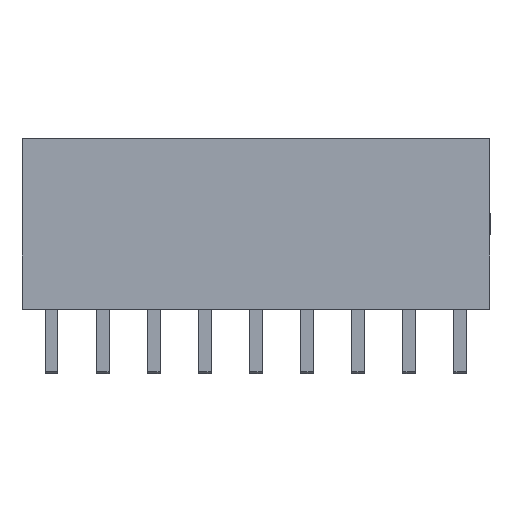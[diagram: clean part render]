
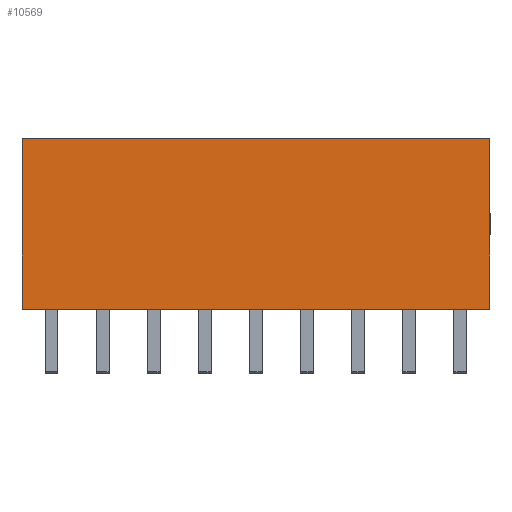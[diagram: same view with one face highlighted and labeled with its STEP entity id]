
A CAD part, front view. The second image highlights one B-rep face of the part: STEP entity #10569.
In plain terms, the highlighted planar face has unit normal (0, -1, 0).
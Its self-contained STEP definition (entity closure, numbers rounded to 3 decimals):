
#558=FACE_OUTER_BOUND('',#1194,.T.);
#1194=EDGE_LOOP('',(#7498,#7499,#7500,#7501));
#1657=LINE('',#13984,#2911);
#1999=LINE('',#15199,#3253);
#2163=LINE('',#15533,#3417);
#2164=LINE('',#15535,#3418);
#2911=VECTOR('',#11613,1.);
#3253=VECTOR('',#12147,1.);
#3417=VECTOR('',#12443,1.);
#3418=VECTOR('',#12446,1.);
#4165=VERTEX_POINT('',#13981);
#4166=VERTEX_POINT('',#13983);
#4539=VERTEX_POINT('',#15197);
#4643=VERTEX_POINT('',#15531);
#5129=EDGE_CURVE('',#4165,#4166,#1657,.T.);
#5561=EDGE_CURVE('',#4539,#4165,#1999,.T.);
#5725=EDGE_CURVE('',#4539,#4643,#2163,.T.);
#5726=EDGE_CURVE('',#4643,#4166,#2164,.T.);
#7498=ORIENTED_EDGE('',*,*,#5726,.T.);
#7499=ORIENTED_EDGE('',*,*,#5129,.F.);
#7500=ORIENTED_EDGE('',*,*,#5561,.F.);
#7501=ORIENTED_EDGE('',*,*,#5725,.T.);
#9702=PLANE('',#11209);
#10569=ADVANCED_FACE('',(#558),#9702,.F.);
#11209=AXIS2_PLACEMENT_3D('',#15534,#12444,#12445);
#11613=DIRECTION('',(0.,0.,-1.));
#12147=DIRECTION('',(1.,0.,0.));
#12443=DIRECTION('',(0.,0.,-1.));
#12444=DIRECTION('center_axis',(0.,1.,0.));
#12445=DIRECTION('ref_axis',(0.,0.,1.));
#12446=DIRECTION('',(1.,0.,0.));
#13981=CARTESIAN_POINT('',(11.63,-2.5,8.5));
#13983=CARTESIAN_POINT('',(11.63,-2.5,0.));
#13984=CARTESIAN_POINT('',(11.63,-2.5,8.5));
#15197=CARTESIAN_POINT('',(-11.63,-2.5,8.5));
#15199=CARTESIAN_POINT('',(-11.63,-2.5,8.5));
#15531=CARTESIAN_POINT('',(-11.63,-2.5,0.));
#15533=CARTESIAN_POINT('',(-11.63,-2.5,8.5));
#15534=CARTESIAN_POINT('Origin',(-11.63,-2.5,8.5));
#15535=CARTESIAN_POINT('',(-11.63,-2.5,0.));
